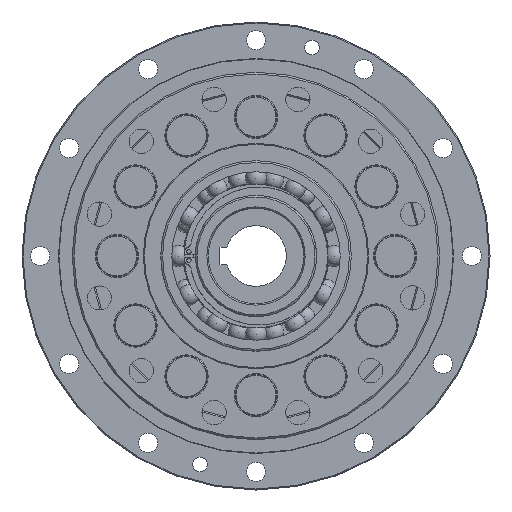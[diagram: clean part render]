
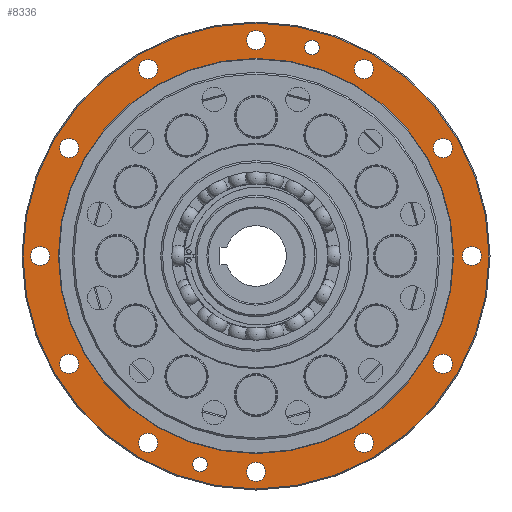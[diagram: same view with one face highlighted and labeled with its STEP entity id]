
A CAD part, left-side view. The second image highlights one B-rep face of the part: STEP entity #8336.
In plain terms, the highlighted planar face has unit normal (-1, 0, 0).
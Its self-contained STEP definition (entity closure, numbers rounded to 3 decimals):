
#563=PLANE('',#9562);
#1180=FACE_BOUND('',#2925,.T.);
#1181=FACE_BOUND('',#2926,.T.);
#1182=FACE_BOUND('',#2927,.T.);
#1183=FACE_BOUND('',#2928,.T.);
#1184=FACE_BOUND('',#2929,.T.);
#1185=FACE_BOUND('',#2930,.T.);
#1186=FACE_BOUND('',#2931,.T.);
#1187=FACE_BOUND('',#2932,.T.);
#1188=FACE_BOUND('',#2933,.T.);
#1189=FACE_BOUND('',#2934,.T.);
#1190=FACE_BOUND('',#2935,.T.);
#1191=FACE_BOUND('',#2936,.T.);
#1192=FACE_BOUND('',#2937,.T.);
#1193=FACE_BOUND('',#2938,.T.);
#1194=FACE_BOUND('',#2939,.T.);
#1950=FACE_OUTER_BOUND('',#2924,.T.);
#2924=EDGE_LOOP('',(#4696));
#2925=EDGE_LOOP('',(#4697));
#2926=EDGE_LOOP('',(#4698));
#2927=EDGE_LOOP('',(#4699));
#2928=EDGE_LOOP('',(#4700));
#2929=EDGE_LOOP('',(#4701));
#2930=EDGE_LOOP('',(#4702));
#2931=EDGE_LOOP('',(#4703));
#2932=EDGE_LOOP('',(#4704));
#2933=EDGE_LOOP('',(#4705));
#2934=EDGE_LOOP('',(#4706));
#2935=EDGE_LOOP('',(#4707));
#2936=EDGE_LOOP('',(#4708));
#2937=EDGE_LOOP('',(#4709));
#2938=EDGE_LOOP('',(#4710));
#2939=EDGE_LOOP('',(#4711));
#4696=ORIENTED_EDGE('',*,*,#5722,.F.);
#4697=ORIENTED_EDGE('',*,*,#5561,.T.);
#4698=ORIENTED_EDGE('',*,*,#5724,.T.);
#4699=ORIENTED_EDGE('',*,*,#5725,.T.);
#4700=ORIENTED_EDGE('',*,*,#5726,.T.);
#4701=ORIENTED_EDGE('',*,*,#5727,.T.);
#4702=ORIENTED_EDGE('',*,*,#5728,.T.);
#4703=ORIENTED_EDGE('',*,*,#5729,.T.);
#4704=ORIENTED_EDGE('',*,*,#5730,.T.);
#4705=ORIENTED_EDGE('',*,*,#5731,.T.);
#4706=ORIENTED_EDGE('',*,*,#5732,.T.);
#4707=ORIENTED_EDGE('',*,*,#5733,.T.);
#4708=ORIENTED_EDGE('',*,*,#5734,.T.);
#4709=ORIENTED_EDGE('',*,*,#5735,.T.);
#4710=ORIENTED_EDGE('',*,*,#5736,.T.);
#4711=ORIENTED_EDGE('',*,*,#5737,.T.);
#5561=EDGE_CURVE('',#6367,#6367,#7047,.T.);
#5722=EDGE_CURVE('',#6506,#6506,#7192,.T.);
#5724=EDGE_CURVE('',#6508,#6508,#7194,.T.);
#5725=EDGE_CURVE('',#6509,#6509,#7195,.T.);
#5726=EDGE_CURVE('',#6510,#6510,#7196,.T.);
#5727=EDGE_CURVE('',#6511,#6511,#7197,.T.);
#5728=EDGE_CURVE('',#6512,#6512,#7198,.T.);
#5729=EDGE_CURVE('',#6513,#6513,#7199,.T.);
#5730=EDGE_CURVE('',#6514,#6514,#7200,.T.);
#5731=EDGE_CURVE('',#6515,#6515,#7201,.T.);
#5732=EDGE_CURVE('',#6516,#6516,#7202,.T.);
#5733=EDGE_CURVE('',#6517,#6517,#7203,.T.);
#5734=EDGE_CURVE('',#6518,#6518,#7204,.T.);
#5735=EDGE_CURVE('',#6519,#6519,#7205,.T.);
#5736=EDGE_CURVE('',#6520,#6520,#7206,.T.);
#5737=EDGE_CURVE('',#6521,#6521,#7207,.T.);
#6367=VERTEX_POINT('',#15206);
#6506=VERTEX_POINT('',#15599);
#6508=VERTEX_POINT('',#15605);
#6509=VERTEX_POINT('',#15607);
#6510=VERTEX_POINT('',#15609);
#6511=VERTEX_POINT('',#15611);
#6512=VERTEX_POINT('',#15613);
#6513=VERTEX_POINT('',#15615);
#6514=VERTEX_POINT('',#15617);
#6515=VERTEX_POINT('',#15619);
#6516=VERTEX_POINT('',#15621);
#6517=VERTEX_POINT('',#15623);
#6518=VERTEX_POINT('',#15625);
#6519=VERTEX_POINT('',#15627);
#6520=VERTEX_POINT('',#15629);
#6521=VERTEX_POINT('',#15631);
#7047=CIRCLE('',#9321,114.);
#7192=CIRCLE('',#9559,134.423);
#7194=CIRCLE('',#9563,5.5);
#7195=CIRCLE('',#9564,5.5);
#7196=CIRCLE('',#9565,5.5);
#7197=CIRCLE('',#9566,5.5);
#7198=CIRCLE('',#9567,5.5);
#7199=CIRCLE('',#9568,5.5);
#7200=CIRCLE('',#9569,5.5);
#7201=CIRCLE('',#9570,5.5);
#7202=CIRCLE('',#9571,5.5);
#7203=CIRCLE('',#9572,5.5);
#7204=CIRCLE('',#9573,5.5);
#7205=CIRCLE('',#9574,5.5);
#7206=CIRCLE('',#9575,4.188);
#7207=CIRCLE('',#9576,4.188);
#8336=ADVANCED_FACE('',(#1950,#1180,#1181,#1182,#1183,#1184,#1185,#1186,
#1187,#1188,#1189,#1190,#1191,#1192,#1193,#1194),#563,.F.);
#9321=AXIS2_PLACEMENT_3D('',#15207,#11530,#11531);
#9559=AXIS2_PLACEMENT_3D('',#15600,#12022,#12023);
#9562=AXIS2_PLACEMENT_3D('',#15604,#12028,#12029);
#9563=AXIS2_PLACEMENT_3D('',#15606,#12030,#12031);
#9564=AXIS2_PLACEMENT_3D('',#15608,#12032,#12033);
#9565=AXIS2_PLACEMENT_3D('',#15610,#12034,#12035);
#9566=AXIS2_PLACEMENT_3D('',#15612,#12036,#12037);
#9567=AXIS2_PLACEMENT_3D('',#15614,#12038,#12039);
#9568=AXIS2_PLACEMENT_3D('',#15616,#12040,#12041);
#9569=AXIS2_PLACEMENT_3D('',#15618,#12042,#12043);
#9570=AXIS2_PLACEMENT_3D('',#15620,#12044,#12045);
#9571=AXIS2_PLACEMENT_3D('',#15622,#12046,#12047);
#9572=AXIS2_PLACEMENT_3D('',#15624,#12048,#12049);
#9573=AXIS2_PLACEMENT_3D('',#15626,#12050,#12051);
#9574=AXIS2_PLACEMENT_3D('',#15628,#12052,#12053);
#9575=AXIS2_PLACEMENT_3D('',#15630,#12054,#12055);
#9576=AXIS2_PLACEMENT_3D('',#15632,#12056,#12057);
#11530=DIRECTION('center_axis',(1.,0.,0.));
#11531=DIRECTION('ref_axis',(0.,0.,-1.));
#12022=DIRECTION('center_axis',(1.,0.,0.));
#12023=DIRECTION('ref_axis',(0.,-1.,0.));
#12028=DIRECTION('center_axis',(1.,0.,0.));
#12029=DIRECTION('ref_axis',(0.,0.,-1.));
#12030=DIRECTION('center_axis',(1.,0.,0.));
#12031=DIRECTION('ref_axis',(0.,0.,1.));
#12032=DIRECTION('center_axis',(1.,0.,0.));
#12033=DIRECTION('ref_axis',(0.,-0.5,0.866));
#12034=DIRECTION('center_axis',(1.,0.,0.));
#12035=DIRECTION('ref_axis',(0.,-0.866,0.5));
#12036=DIRECTION('center_axis',(1.,0.,0.));
#12037=DIRECTION('ref_axis',(0.,-1.,0.));
#12038=DIRECTION('center_axis',(1.,0.,0.));
#12039=DIRECTION('ref_axis',(0.,-0.866,-0.5));
#12040=DIRECTION('center_axis',(1.,0.,0.));
#12041=DIRECTION('ref_axis',(0.,-0.5,-0.866));
#12042=DIRECTION('center_axis',(1.,0.,0.));
#12043=DIRECTION('ref_axis',(0.,0.,-1.));
#12044=DIRECTION('center_axis',(1.,0.,0.));
#12045=DIRECTION('ref_axis',(0.,0.5,-0.866));
#12046=DIRECTION('center_axis',(1.,0.,0.));
#12047=DIRECTION('ref_axis',(0.,0.866,-0.5));
#12048=DIRECTION('center_axis',(1.,0.,0.));
#12049=DIRECTION('ref_axis',(0.,1.,0.));
#12050=DIRECTION('center_axis',(1.,0.,0.));
#12051=DIRECTION('ref_axis',(0.,0.866,0.5));
#12052=DIRECTION('center_axis',(1.,0.,0.));
#12053=DIRECTION('ref_axis',(0.,0.5,0.866));
#12054=DIRECTION('center_axis',(1.,0.,0.));
#12055=DIRECTION('ref_axis',(0.,0.,1.));
#12056=DIRECTION('center_axis',(1.,0.,0.));
#12057=DIRECTION('ref_axis',(0.,0.,-1.));
#15206=CARTESIAN_POINT('',(0.,0.,114.));
#15207=CARTESIAN_POINT('Origin',(0.,0.,0.));
#15599=CARTESIAN_POINT('',(0.,134.423,0.));
#15600=CARTESIAN_POINT('Origin',(0.,0.,0.));
#15604=CARTESIAN_POINT('Origin',(0.,0.,0.));
#15605=CARTESIAN_POINT('',(0.,124.5,5.5));
#15606=CARTESIAN_POINT('Origin',(0.,124.5,0.));
#15607=CARTESIAN_POINT('',(0.,105.07,67.013));
#15608=CARTESIAN_POINT('Origin',(0.,107.82,62.25));
#15609=CARTESIAN_POINT('',(0.,57.487,110.57));
#15610=CARTESIAN_POINT('Origin',(0.,62.25,107.82));
#15611=CARTESIAN_POINT('',(0.,-5.5,124.5));
#15612=CARTESIAN_POINT('Origin',(0.,0.,124.5));
#15613=CARTESIAN_POINT('',(0.,-67.013,105.07));
#15614=CARTESIAN_POINT('Origin',(0.,-62.25,107.82));
#15615=CARTESIAN_POINT('',(0.,-110.57,57.487));
#15616=CARTESIAN_POINT('Origin',(0.,-107.82,62.25));
#15617=CARTESIAN_POINT('',(0.,-124.5,-5.5));
#15618=CARTESIAN_POINT('Origin',(0.,-124.5,0.));
#15619=CARTESIAN_POINT('',(0.,-105.07,-67.013));
#15620=CARTESIAN_POINT('Origin',(0.,-107.82,-62.25));
#15621=CARTESIAN_POINT('',(0.,-57.487,-110.57));
#15622=CARTESIAN_POINT('Origin',(0.,-62.25,-107.82));
#15623=CARTESIAN_POINT('',(0.,5.5,-124.5));
#15624=CARTESIAN_POINT('Origin',(0.,0.,-124.5));
#15625=CARTESIAN_POINT('',(0.,67.013,-105.07));
#15626=CARTESIAN_POINT('Origin',(0.,62.25,-107.82));
#15627=CARTESIAN_POINT('',(0.,110.57,-57.487));
#15628=CARTESIAN_POINT('Origin',(0.,107.82,-62.25));
#15629=CARTESIAN_POINT('',(0.,32.223,-116.07));
#15630=CARTESIAN_POINT('Origin',(0.,32.223,-120.258));
#15631=CARTESIAN_POINT('',(0.,-32.223,116.07));
#15632=CARTESIAN_POINT('Origin',(0.,-32.223,120.258));
